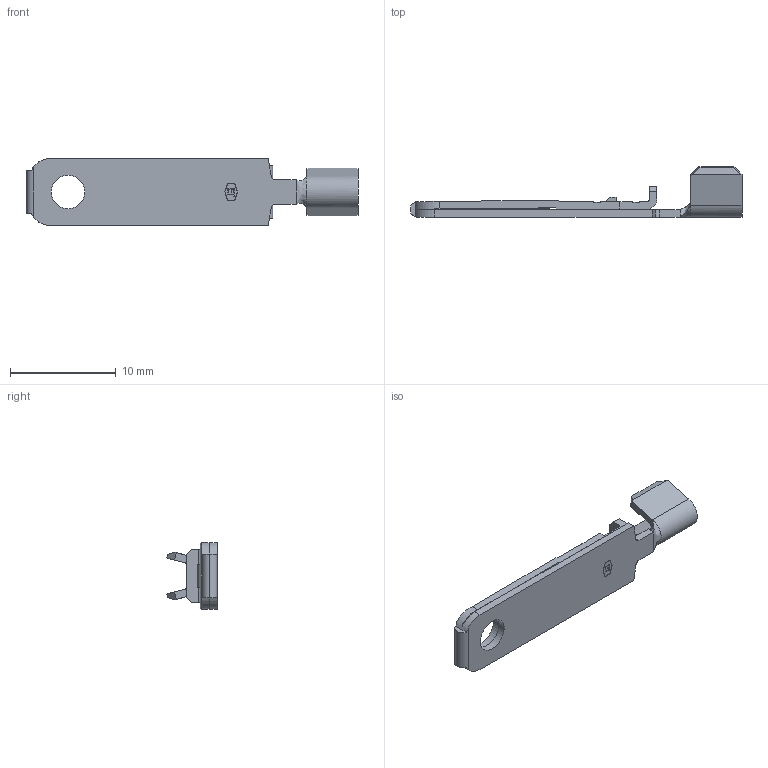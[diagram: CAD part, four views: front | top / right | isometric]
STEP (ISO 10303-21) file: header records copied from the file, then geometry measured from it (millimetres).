
FILE_DESCRIPTION (( 'STEP AP203' ), '1' );
FILE_NAME ('14201.STEP', '2015-02-23T19:31:43', ( '' ), ( '' ), 'SwSTEP 2.0', 'SolidWorks 2014', '' );
FILE_SCHEMA (( 'CONFIG_CONTROL_DESIGN' ));
Length unit declared in the file: inch
Products named in the file (1): 14201
Bounding box: 31.34 x 4.78 x 6.32 mm (x, y, z)
Volume: 230.3 mm3; surface area: 769.7 mm2
Topology: 1 solids, 1 shells, 175 faces, 459 edges, 292 vertices
Faces by surface type: plane 134, cylinder 26, cone 9, bspline 6
Entity records: 5665 total; most frequent: CARTESIAN_POINT 1325, ORIENTED_EDGE 918, DIRECTION 816, EDGE_CURVE 459, LINE 382, VECTOR 382, VERTEX_POINT 292, AXIS2_PLACEMENT_3D 217
